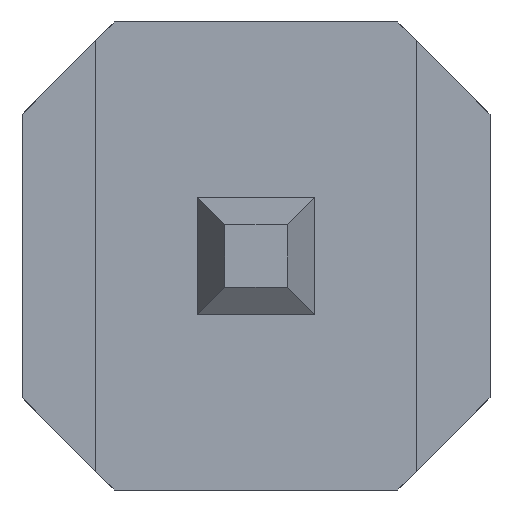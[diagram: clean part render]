
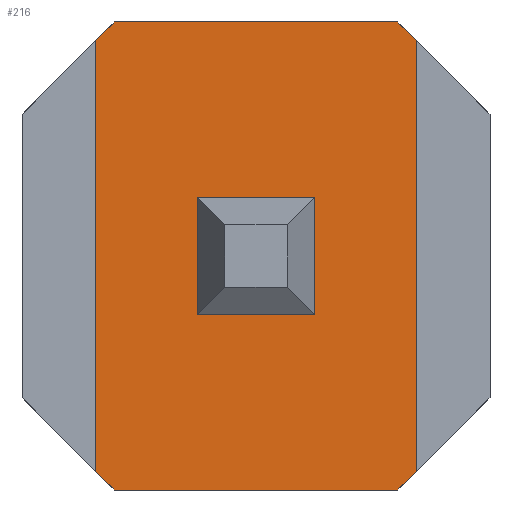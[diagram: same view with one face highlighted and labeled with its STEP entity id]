
A CAD part, front view. The second image highlights one B-rep face of the part: STEP entity #216.
In plain terms, the highlighted planar face has unit normal (0, -1, 0).
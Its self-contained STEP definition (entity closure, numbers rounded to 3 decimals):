
#5 = CARTESIAN_POINT ( 'NONE',  ( -0.87, 0.8, -1.17 ) ) ;
#15 = ORIENTED_EDGE ( 'NONE', *, *, #375, .T. ) ;
#19 = ORIENTED_EDGE ( 'NONE', *, *, #32, .F. ) ;
#20 = DIRECTION ( 'NONE',  ( -1., 0., 0. ) ) ;
#25 = VERTEX_POINT ( 'NONE', #806 ) ;
#32 = EDGE_CURVE ( 'NONE', #379, #1082, #420, .T. ) ;
#46 = DIRECTION ( 'NONE',  ( 0., 0., 1. ) ) ;
#66 = VERTEX_POINT ( 'NONE', #425 ) ;
#91 = ORIENTED_EDGE ( 'NONE', *, *, #1017, .F. ) ;
#93 = EDGE_CURVE ( 'NONE', #513, #25, #854, .T. ) ;
#96 = DIRECTION ( 'NONE',  ( 0., 0., -1. ) ) ;
#120 = CARTESIAN_POINT ( 'NONE',  ( -0.32, 0.8, 0.32 ) ) ;
#124 = LINE ( 'NONE', #349, #1200 ) ;
#129 = DIRECTION ( 'NONE',  ( 0.707, 0., 0.707 ) ) ;
#136 = CARTESIAN_POINT ( 'NONE',  ( 0.87, 0.8, -1.27 ) ) ;
#154 = EDGE_CURVE ( 'NONE', #25, #478, #124, .T. ) ;
#160 = ORIENTED_EDGE ( 'NONE', *, *, #915, .T. ) ;
#161 = FACE_OUTER_BOUND ( 'NONE', #1213, .T. ) ;
#192 = VECTOR ( 'NONE', #1104, 1000. ) ;
#210 = VECTOR ( 'NONE', #777, 1000. ) ;
#216 = ADVANCED_FACE ( 'NONE', ( #567, #161 ), #1188, .F. ) ;
#225 = LINE ( 'NONE', #553, #1009 ) ;
#244 = CARTESIAN_POINT ( 'NONE',  ( -0.87, 0.8, -1.27 ) ) ;
#265 = EDGE_CURVE ( 'NONE', #66, #1296, #784, .T. ) ;
#275 = VERTEX_POINT ( 'NONE', #679 ) ;
#280 = VECTOR ( 'NONE', #1300, 1000. ) ;
#319 = VECTOR ( 'NONE', #1118, 1000. ) ;
#344 = CARTESIAN_POINT ( 'NONE',  ( -0.32, 0.8, -0.32 ) ) ;
#349 = CARTESIAN_POINT ( 'NONE',  ( -0.32, 0.8, 0.32 ) ) ;
#363 = VECTOR ( 'NONE', #20, 1000. ) ;
#375 = EDGE_CURVE ( 'NONE', #1231, #809, #1126, .T. ) ;
#379 = VERTEX_POINT ( 'NONE', #424 ) ;
#383 = CARTESIAN_POINT ( 'NONE',  ( 0.87, 0.8, 1.17 ) ) ;
#398 = EDGE_CURVE ( 'NONE', #66, #275, #225, .T. ) ;
#408 = EDGE_CURVE ( 'NONE', #1001, #1082, #716, .T. ) ;
#420 = LINE ( 'NONE', #916, #939 ) ;
#424 = CARTESIAN_POINT ( 'NONE',  ( 0.77, 0.8, 1.27 ) ) ;
#425 = CARTESIAN_POINT ( 'NONE',  ( -0.87, 0.8, 1.17 ) ) ;
#426 = ORIENTED_EDGE ( 'NONE', *, *, #1007, .T. ) ;
#436 = DIRECTION ( 'NONE',  ( 0., 0., 1. ) ) ;
#476 = CARTESIAN_POINT ( 'NONE',  ( 0., 0.8, 0. ) ) ;
#478 = VERTEX_POINT ( 'NONE', #120 ) ;
#483 = CARTESIAN_POINT ( 'NONE',  ( 0.77, 0.8, -1.27 ) ) ;
#485 = ORIENTED_EDGE ( 'NONE', *, *, #265, .T. ) ;
#513 = VERTEX_POINT ( 'NONE', #867 ) ;
#532 = DIRECTION ( 'NONE',  ( -1., 0., 0. ) ) ;
#533 = CARTESIAN_POINT ( 'NONE',  ( 0.32, 0.8, 0.32 ) ) ;
#553 = CARTESIAN_POINT ( 'NONE',  ( -0.77, 0.8, 1.27 ) ) ;
#561 = DIRECTION ( 'NONE',  ( 0., 1., 0. ) ) ;
#567 = FACE_BOUND ( 'NONE', #1093, .T. ) ;
#600 = CARTESIAN_POINT ( 'NONE',  ( -0.87, 0.8, -1.27 ) ) ;
#602 = VECTOR ( 'NONE', #46, 1000. ) ;
#609 = DIRECTION ( 'NONE',  ( 0.707, 0., -0.707 ) ) ;
#617 = CARTESIAN_POINT ( 'NONE',  ( -0.87, 0.8, 1.27 ) ) ;
#623 = LINE ( 'NONE', #617, #363 ) ;
#636 = EDGE_CURVE ( 'NONE', #379, #275, #623, .T. ) ;
#676 = ORIENTED_EDGE ( 'NONE', *, *, #1204, .F. ) ;
#679 = CARTESIAN_POINT ( 'NONE',  ( -0.77, 0.8, 1.27 ) ) ;
#685 = LINE ( 'NONE', #787, #192 ) ;
#706 = CARTESIAN_POINT ( 'NONE',  ( -0.77, 0.8, -1.27 ) ) ;
#708 = LINE ( 'NONE', #829, #1243 ) ;
#709 = ORIENTED_EDGE ( 'NONE', *, *, #408, .T. ) ;
#716 = LINE ( 'NONE', #136, #602 ) ;
#724 = VECTOR ( 'NONE', #96, 1000. ) ;
#777 = DIRECTION ( 'NONE',  ( 0., 0., -1. ) ) ;
#784 = LINE ( 'NONE', #244, #210 ) ;
#787 = CARTESIAN_POINT ( 'NONE',  ( -0.32, 0.8, 0.32 ) ) ;
#799 = ORIENTED_EDGE ( 'NONE', *, *, #636, .T. ) ;
#803 = LINE ( 'NONE', #822, #724 ) ;
#806 = CARTESIAN_POINT ( 'NONE',  ( -0.32, 0.8, -0.32 ) ) ;
#809 = VERTEX_POINT ( 'NONE', #1208 ) ;
#822 = CARTESIAN_POINT ( 'NONE',  ( 0.32, 0.8, 0.32 ) ) ;
#829 = CARTESIAN_POINT ( 'NONE',  ( -1.27, 0.8, -0.77 ) ) ;
#854 = LINE ( 'NONE', #344, #1304 ) ;
#867 = CARTESIAN_POINT ( 'NONE',  ( 0.32, 0.8, -0.32 ) ) ;
#874 = DIRECTION ( 'NONE',  ( 0., 0., 1. ) ) ;
#915 = EDGE_CURVE ( 'NONE', #478, #1070, #685, .T. ) ;
#916 = CARTESIAN_POINT ( 'NONE',  ( 1.27, 0.8, 0.77 ) ) ;
#917 = DIRECTION ( 'NONE',  ( -0.707, 0., 0.707 ) ) ;
#920 = AXIS2_PLACEMENT_3D ( 'NONE', #476, #561, #874 ) ;
#931 = ORIENTED_EDGE ( 'NONE', *, *, #154, .T. ) ;
#939 = VECTOR ( 'NONE', #609, 1000. ) ;
#998 = LINE ( 'NONE', #483, #280 ) ;
#1001 = VERTEX_POINT ( 'NONE', #1021 ) ;
#1007 = EDGE_CURVE ( 'NONE', #1070, #513, #803, .T. ) ;
#1009 = VECTOR ( 'NONE', #129, 1000. ) ;
#1017 = EDGE_CURVE ( 'NONE', #1231, #1296, #708, .T. ) ;
#1021 = CARTESIAN_POINT ( 'NONE',  ( 0.87, 0.8, -1.17 ) ) ;
#1070 = VERTEX_POINT ( 'NONE', #533 ) ;
#1082 = VERTEX_POINT ( 'NONE', #383 ) ;
#1093 = EDGE_LOOP ( 'NONE', ( #426, #1209, #931, #160 ) ) ;
#1104 = DIRECTION ( 'NONE',  ( 1., 0., 0. ) ) ;
#1118 = DIRECTION ( 'NONE',  ( 1., 0., 0. ) ) ;
#1126 = LINE ( 'NONE', #600, #319 ) ;
#1188 = PLANE ( 'NONE',  #920 ) ;
#1200 = VECTOR ( 'NONE', #436, 1000. ) ;
#1204 = EDGE_CURVE ( 'NONE', #1001, #809, #998, .T. ) ;
#1208 = CARTESIAN_POINT ( 'NONE',  ( 0.77, 0.8, -1.27 ) ) ;
#1209 = ORIENTED_EDGE ( 'NONE', *, *, #93, .T. ) ;
#1213 = EDGE_LOOP ( 'NONE', ( #485, #91, #15, #676, #709, #19, #799, #1217 ) ) ;
#1217 = ORIENTED_EDGE ( 'NONE', *, *, #398, .F. ) ;
#1231 = VERTEX_POINT ( 'NONE', #706 ) ;
#1243 = VECTOR ( 'NONE', #917, 1000. ) ;
#1296 = VERTEX_POINT ( 'NONE', #5 ) ;
#1300 = DIRECTION ( 'NONE',  ( -0.707, 0., -0.707 ) ) ;
#1304 = VECTOR ( 'NONE', #532, 1000. ) ;
